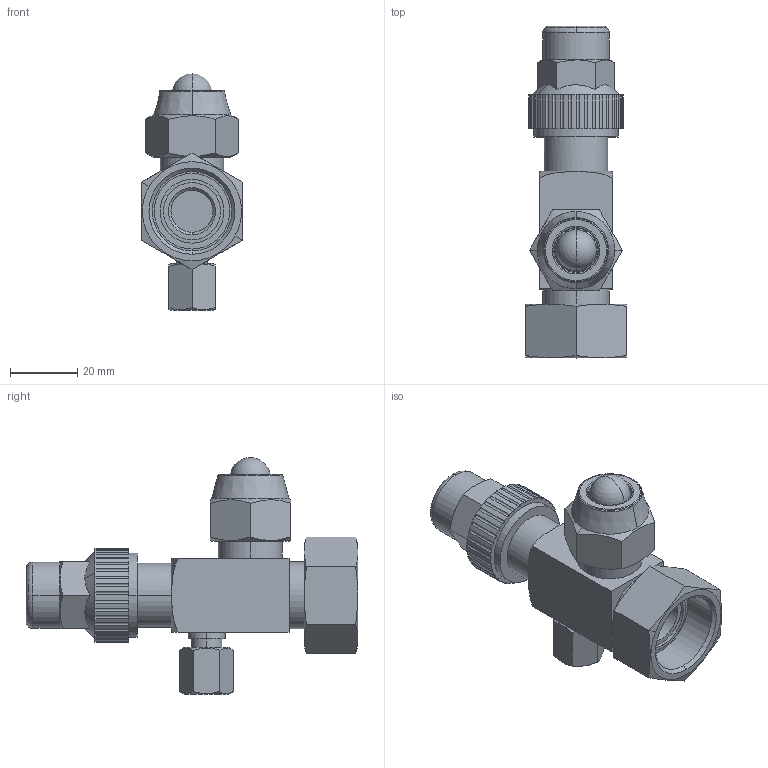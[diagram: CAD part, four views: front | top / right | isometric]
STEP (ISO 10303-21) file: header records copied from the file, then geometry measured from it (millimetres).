
FILE_DESCRIPTION((''),'2;1');
FILE_NAME('118-7350','2020-02-25T',('U333183'),('DANFOSS COMMERCIAL COMPRESSOR'),'CREO PARAMETRIC BY PTC INC, 2018070','CREO PARAMETRIC BY PTC INC, 2018070','');
FILE_SCHEMA(('CONFIG_CONTROL_DESIGN'));
Length unit declared in the file: millimetre
Products named in the file (1): 118-7350
Bounding box: 29.95 x 98.7 x 70.44 mm (x, y, z)
Volume: 43138.6 mm3; surface area: 21247.4 mm2
Topology: 1 solids, 3 shells, 273 faces, 744 edges, 498 vertices
Faces by surface type: cylinder 130, plane 69, cone 34, torus 34, sphere 4, bspline 2
Entity records: 9512 total; most frequent: CARTESIAN_POINT 2265, DIRECTION 1658, ORIENTED_EDGE 1480, EDGE_CURVE 740, AXIS2_PLACEMENT_3D 721, VERTEX_POINT 498, CIRCLE 450, EDGE_LOOP 300
